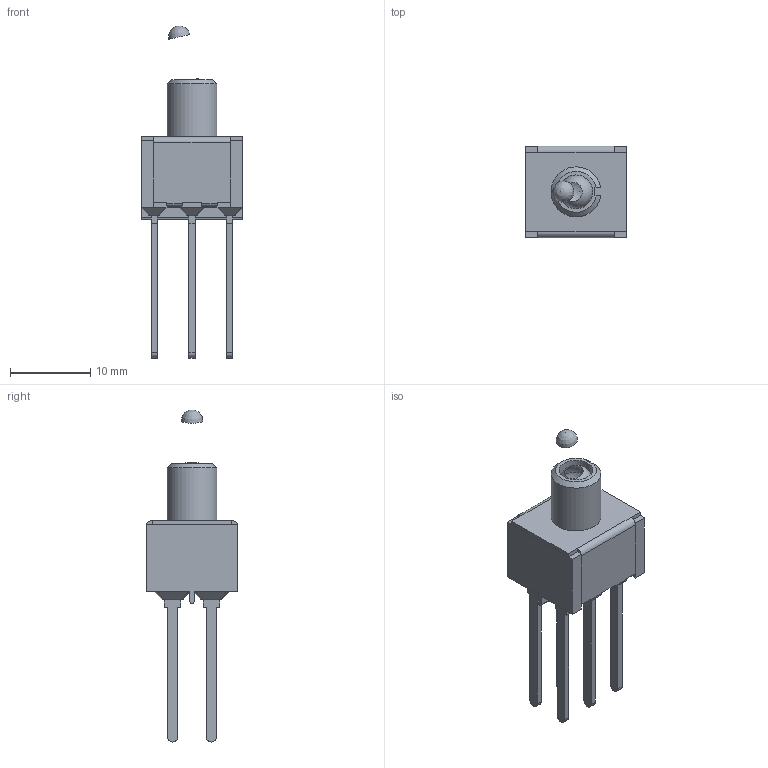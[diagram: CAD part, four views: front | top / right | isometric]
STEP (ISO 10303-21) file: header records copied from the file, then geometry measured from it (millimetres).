
FILE_DESCRIPTION(/* description */ (''),/* implementation_level */ '2;1');
FILE_NAME(/* name */ '100DPxT2B3M51xE.stp',/* time_stamp */ '2026-01-16T17:15:28-06:00',/* author */ ('jmeyers'),/* organization */ (''),/* preprocessor_version */ 'ST-DEVELOPER v18.1',/* originating_system */ 'Autodesk Inventor 2022',/* authorisation */ '');
FILE_SCHEMA (('AUTOMOTIVE_DESIGN { 1 0 10303 214 3 1 1 }'));
Length unit declared in the file: inch
Products named in the file (1): Part137
Bounding box: 12.7 x 11.43 x 41.35 mm (x, y, z)
Volume: 975.2 mm3; surface area: 2187.2 mm2
Topology: 2 solids, 3 shells, 360 faces, 932 edges, 569 vertices
Faces by surface type: plane 263, cylinder 68, sphere 26, cone 2, bspline 1
Full cylindrical faces by diameter (mm): 4.2 x2
Entity records: 10663 total; most frequent: CARTESIAN_POINT 1885, ORIENTED_EDGE 1814, DIRECTION 1795, EDGE_CURVE 907, LINE 735, VECTOR 735, VERTEX_POINT 569, AXIS2_PLACEMENT_3D 530
